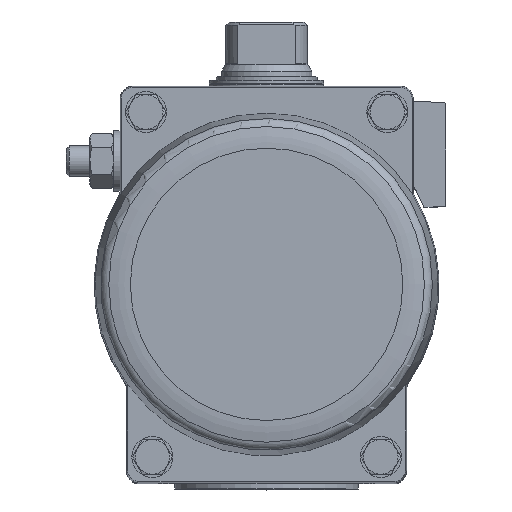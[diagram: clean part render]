
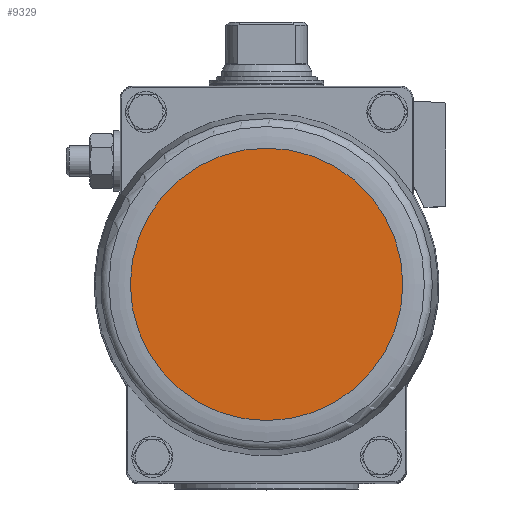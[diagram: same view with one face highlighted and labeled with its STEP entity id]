
A CAD part, top view. The second image highlights one B-rep face of the part: STEP entity #9329.
In plain terms, the highlighted planar face has unit normal (0, 0, 1).
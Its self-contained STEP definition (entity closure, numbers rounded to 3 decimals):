
#3357=ORIENTED_EDGE('',*,*,#5137,.T.);
#5137=EDGE_CURVE('',#6171,#6171,#6769,.T.);
#6171=VERTEX_POINT('',#15701);
#6769=CIRCLE('',#10311,63.2);
#7459=EDGE_LOOP('',(#3357));
#8304=FACE_BOUND('',#7459,.T.);
#8824=PLANE('',#10312);
#9329=ADVANCED_FACE('',(#8304),#8824,.F.);
#10311=AXIS2_PLACEMENT_3D('',#15700,#12453,#12454);
#10312=AXIS2_PLACEMENT_3D('',#15702,#12455,#12456);
#12453=DIRECTION('',(0.,0.,1.));
#12454=DIRECTION('',(1.,0.,0.));
#12455=DIRECTION('',(0.,0.,-1.));
#12456=DIRECTION('',(-1.,0.,0.));
#15700=CARTESIAN_POINT('',(0.,0.,187.1));
#15701=CARTESIAN_POINT('',(63.2,0.,187.1));
#15702=CARTESIAN_POINT('',(63.2,0.,187.1));
